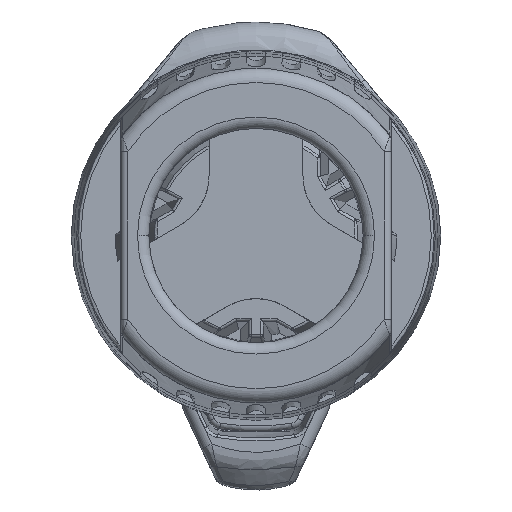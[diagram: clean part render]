
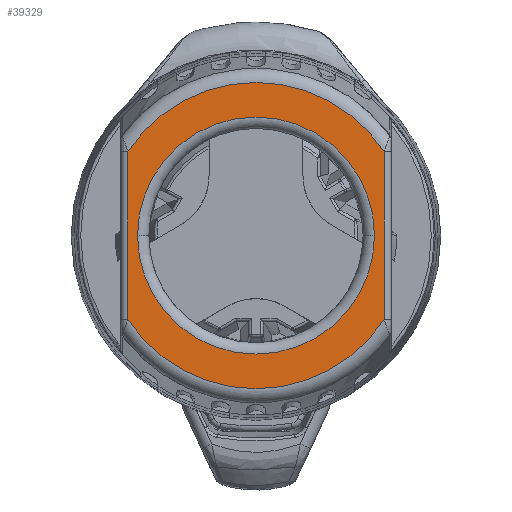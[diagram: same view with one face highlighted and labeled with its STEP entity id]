
A CAD part, front view. The second image highlights one B-rep face of the part: STEP entity #39329.
In plain terms, the highlighted planar face has unit normal (0, -1, 0).
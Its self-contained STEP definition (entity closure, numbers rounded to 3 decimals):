
#12201=CARTESIAN_POINT('',(0.,-11.,0.));
#12202=DIRECTION('',(0.,1.,0.));
#12203=DIRECTION('',(-1.,0.,0.));
#12204=AXIS2_PLACEMENT_3D('',#12201,#12202,#12203);
#12206=CARTESIAN_POINT('',(0.,-11.,0.));
#12207=DIRECTION('',(0.,1.,0.));
#12208=DIRECTION('',(1.,0.,0.));
#12209=AXIS2_PLACEMENT_3D('',#12206,#12207,#12208);
#12211=DIRECTION('',(0.,0.,1.));
#12212=VECTOR('',#12211,11.78);
#12213=CARTESIAN_POINT('',(9.,-11.,
-5.89));
#12214=LINE('',#12213,#12212);
#12215=CARTESIAN_POINT('',(0.,-11.,0.));
#12216=DIRECTION('',(0.,1.,0.));
#12217=DIRECTION('',(0.837,0.,-0.548));
#12218=AXIS2_PLACEMENT_3D('',#12215,#12216,#12217);
#12220=DIRECTION('',(0.,0.,-1.));
#12221=VECTOR('',#12220,11.78);
#12222=CARTESIAN_POINT('',(-9.,-11.,
5.89));
#12223=LINE('',#12222,#12221);
#12224=CARTESIAN_POINT('',(0.,-11.,0.));
#12225=DIRECTION('',(0.,1.,0.));
#12226=DIRECTION('',(-0.837,0.,0.548));
#12227=AXIS2_PLACEMENT_3D('',#12224,#12225,#12226);
#19518=CARTESIAN_POINT('',(-8.325,-11.,0.));
#19519=CARTESIAN_POINT('',(8.325,-11.,0.));
#19520=VERTEX_POINT('',#19518);
#19521=VERTEX_POINT('',#19519);
#19682=CARTESIAN_POINT('',(9.,-11.,
-5.89));
#19683=CARTESIAN_POINT('',(9.,-11.,
5.89));
#19684=VERTEX_POINT('',#19682);
#19685=VERTEX_POINT('',#19683);
#19690=CARTESIAN_POINT('',(-9.,-11.,
5.89));
#19691=CARTESIAN_POINT('',(-9.,-11.,
-5.89));
#19692=VERTEX_POINT('',#19690);
#19693=VERTEX_POINT('',#19691);
#39311=CARTESIAN_POINT('',(0.,-11.,0.));
#39312=DIRECTION('',(0.,1.,0.));
#39313=DIRECTION('',(1.,0.,0.));
#39314=AXIS2_PLACEMENT_3D('',#39311,#39312,#39313);
#39315=PLANE('',#39314);
#39317=ORIENTED_EDGE('',*,*,#39316,.F.);
#39318=ORIENTED_EDGE('',*,*,#39163,.T.);
#39319=ORIENTED_EDGE('',*,*,#39305,.F.);
#39320=ORIENTED_EDGE('',*,*,#38855,.T.);
#39321=EDGE_LOOP('',(#39317,#39318,#39319,#39320));
#39322=FACE_OUTER_BOUND('',#39321,.F.);
#39324=ORIENTED_EDGE('',*,*,#39323,.F.);
#39326=ORIENTED_EDGE('',*,*,#39325,.F.);
#39327=EDGE_LOOP('',(#39324,#39326));
#39328=FACE_BOUND('',#39327,.F.);
#12205=CIRCLE('',#12204,8.325);
#12210=CIRCLE('',#12209,8.325);
#12219=CIRCLE('',#12218,10.756);
#12228=CIRCLE('',#12227,10.756);
#38855=EDGE_CURVE('',#19692,#19685,#12228,.T.);
#39163=EDGE_CURVE('',#19684,#19693,#12219,.T.);
#39305=EDGE_CURVE('',#19692,#19693,#12223,.T.);
#39316=EDGE_CURVE('',#19684,#19685,#12214,.T.);
#39323=EDGE_CURVE('',#19520,#19521,#12205,.T.);
#39325=EDGE_CURVE('',#19521,#19520,#12210,.T.);
#39329=ADVANCED_FACE('',(#39322,#39328),#39315,.F.);
